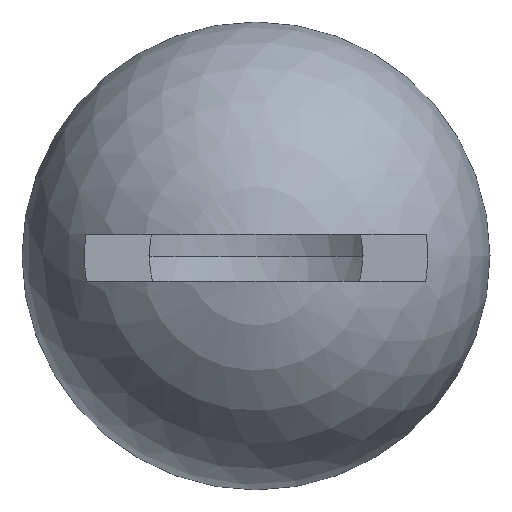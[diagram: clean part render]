
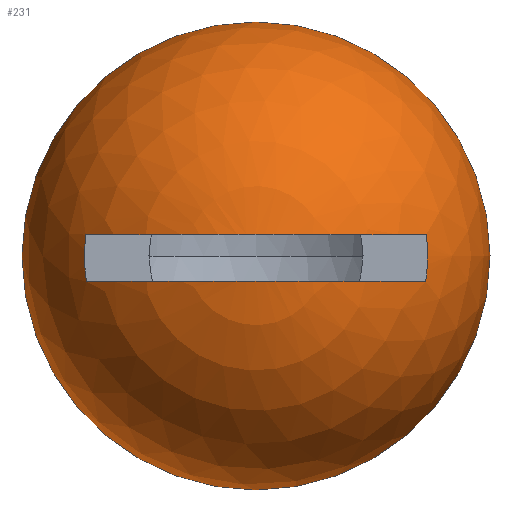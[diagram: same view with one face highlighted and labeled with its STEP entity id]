
A CAD part, top view. The second image highlights one B-rep face of the part: STEP entity #231.
In plain terms, the highlighted spherical face has radius 25 mm.
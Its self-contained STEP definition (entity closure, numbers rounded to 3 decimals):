
#2 = DIRECTION ( 'NONE',  ( 1., 0., 0. ) ) ;
#11 = VERTEX_POINT ( 'NONE', #136 ) ;
#17 = EDGE_CURVE ( 'NONE', #82, #149, #107, .T. ) ;
#23 = CARTESIAN_POINT ( 'NONE',  ( 0., -25., 17. ) ) ;
#25 = DIRECTION ( 'NONE',  ( 0., 0., 1. ) ) ;
#28 = DIRECTION ( 'NONE',  ( 0., 0., 1. ) ) ;
#29 = AXIS2_PLACEMENT_3D ( 'NONE', #173, #156, #257 ) ;
#44 = CARTESIAN_POINT ( 'NONE',  ( 0., 0., 0. ) ) ;
#47 = DIRECTION ( 'NONE',  ( 0., 0., -1. ) ) ;
#48 = AXIS2_PLACEMENT_3D ( 'NONE', #73, #74, #2 ) ;
#49 = CARTESIAN_POINT ( 'NONE',  ( 0., -27.743, 0. ) ) ;
#50 = VERTEX_POINT ( 'NONE', #193 ) ;
#52 = CARTESIAN_POINT ( 'NONE',  ( -18.191, -22.743, 17. ) ) ;
#56 = ORIENTED_EDGE ( 'NONE', *, *, #256, .F. ) ;
#58 = EDGE_LOOP ( 'NONE', ( #250, #170 ) ) ;
#65 = CIRCLE ( 'NONE', #253, 24.849 ) ;
#73 = CARTESIAN_POINT ( 'NONE',  ( 0., -25., 0. ) ) ;
#74 = DIRECTION ( 'NONE',  ( 0., 0., -1. ) ) ;
#79 = ORIENTED_EDGE ( 'NONE', *, *, #277, .T. ) ;
#82 = VERTEX_POINT ( 'NONE', #89 ) ;
#89 = CARTESIAN_POINT ( 'NONE',  ( 0., -50., 0. ) ) ;
#97 = CIRCLE ( 'NONE', #139, 25. ) ;
#107 = CIRCLE ( 'NONE', #29, 25. ) ;
#116 = CARTESIAN_POINT ( 'NONE',  ( 0., -25., 17. ) ) ;
#118 = CIRCLE ( 'NONE', #131, 18.33 ) ;
#129 = ORIENTED_EDGE ( 'NONE', *, *, #269, .F. ) ;
#131 = AXIS2_PLACEMENT_3D ( 'NONE', #23, #182, #159 ) ;
#136 = CARTESIAN_POINT ( 'NONE',  ( 18.124, -27.743, 17. ) ) ;
#138 = CARTESIAN_POINT ( 'NONE',  ( 0., -22.743, 0. ) ) ;
#139 = AXIS2_PLACEMENT_3D ( 'NONE', #221, #28, #265 ) ;
#149 = VERTEX_POINT ( 'NONE', #44 ) ;
#156 = DIRECTION ( 'NONE',  ( 0., 0., -1. ) ) ;
#158 = DIRECTION ( 'NONE',  ( 0., -1., 0. ) ) ;
#159 = DIRECTION ( 'NONE',  ( 1., 0., 0. ) ) ;
#170 = ORIENTED_EDGE ( 'NONE', *, *, #249, .T. ) ;
#173 = CARTESIAN_POINT ( 'NONE',  ( 0., -25., 0. ) ) ;
#182 = DIRECTION ( 'NONE',  ( 0., 0., 1. ) ) ;
#183 = ORIENTED_EDGE ( 'NONE', *, *, #280, .T. ) ;
#193 = CARTESIAN_POINT ( 'NONE',  ( -18.124, -27.743, 17. ) ) ;
#196 = AXIS2_PLACEMENT_3D ( 'NONE', #116, #200, #243 ) ;
#200 = DIRECTION ( 'NONE',  ( 0., 0., 1. ) ) ;
#205 = VERTEX_POINT ( 'NONE', #52 ) ;
#210 = CIRCLE ( 'NONE', #196, 18.33 ) ;
#221 = CARTESIAN_POINT ( 'NONE',  ( 0., -25., 0. ) ) ;
#222 = DIRECTION ( 'NONE',  ( 0., 1., 0. ) ) ;
#223 = AXIS2_PLACEMENT_3D ( 'NONE', #138, #222, #25 ) ;
#224 = CARTESIAN_POINT ( 'NONE',  ( 18.191, -22.743, 17. ) ) ;
#229 = EDGE_LOOP ( 'NONE', ( #129, #183, #56, #79 ) ) ;
#231 = ADVANCED_FACE ( 'NONE', ( #242, #286 ), #283, .T. ) ;
#242 = FACE_OUTER_BOUND ( 'NONE', #58, .T. ) ;
#243 = DIRECTION ( 'NONE',  ( 1., 0., 0. ) ) ;
#244 = VERTEX_POINT ( 'NONE', #224 ) ;
#249 = EDGE_CURVE ( 'NONE', #82, #149, #97, .T. ) ;
#250 = ORIENTED_EDGE ( 'NONE', *, *, #17, .F. ) ;
#253 = AXIS2_PLACEMENT_3D ( 'NONE', #49, #158, #47 ) ;
#256 = EDGE_CURVE ( 'NONE', #11, #244, #210, .T. ) ;
#257 = DIRECTION ( 'NONE',  ( -1., 0., 0. ) ) ;
#265 = DIRECTION ( 'NONE',  ( 1., 0., 0. ) ) ;
#267 = CIRCLE ( 'NONE', #223, 24.898 ) ;
#269 = EDGE_CURVE ( 'NONE', #205, #50, #118, .T. ) ;
#277 = EDGE_CURVE ( 'NONE', #11, #50, #65, .T. ) ;
#280 = EDGE_CURVE ( 'NONE', #205, #244, #267, .T. ) ;
#283 = SPHERICAL_SURFACE ( 'NONE', #48, 25. ) ;
#286 = FACE_BOUND ( 'NONE', #229, .T. ) ;
